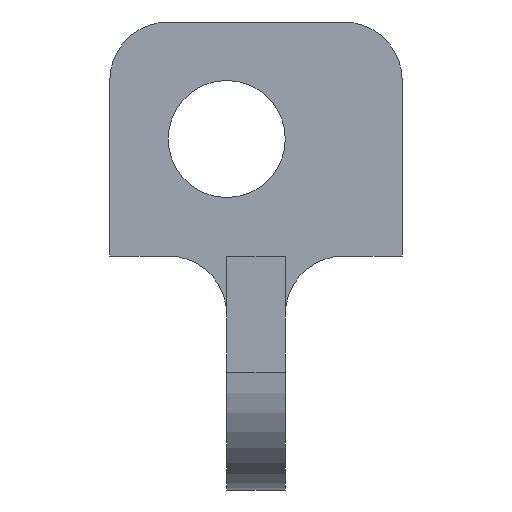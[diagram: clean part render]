
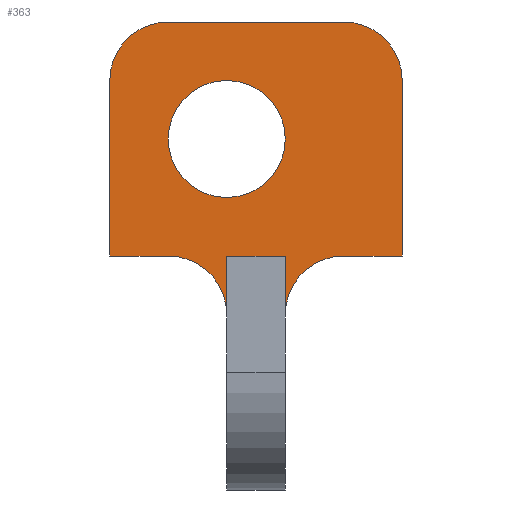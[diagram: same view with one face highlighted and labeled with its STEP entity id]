
A CAD part, left-side view. The second image highlights one B-rep face of the part: STEP entity #363.
In plain terms, the highlighted planar face has unit normal (-1, 0, 0).
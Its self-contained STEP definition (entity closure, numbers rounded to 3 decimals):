
#11 = DIRECTION ( 'NONE',  ( 1., 0., 0. ) ) ;
#17 = DIRECTION ( 'NONE',  ( 0., 0., -1. ) ) ;
#18 = CIRCLE ( 'NONE', #732, 10. ) ;
#38 = VERTEX_POINT ( 'NONE', #355 ) ;
#41 = AXIS2_PLACEMENT_3D ( 'NONE', #215, #763, #236 ) ;
#47 = DIRECTION ( 'NONE',  ( 1., 0., 0. ) ) ;
#60 = DIRECTION ( 'NONE',  ( 0., 0., 1. ) ) ;
#67 = VECTOR ( 'NONE', #263, 1000. ) ;
#86 = EDGE_LOOP ( 'NONE', ( #678, #312 ) ) ;
#87 = CIRCLE ( 'NONE', #196, 10. ) ;
#88 = DIRECTION ( 'NONE',  ( 0., 0., -1. ) ) ;
#95 = VECTOR ( 'NONE', #500, 1000. ) ;
#99 = EDGE_CURVE ( 'NONE', #522, #262, #18, .T. ) ;
#106 = CARTESIAN_POINT ( 'NONE',  ( 0., 0., -10. ) ) ;
#111 = VERTEX_POINT ( 'NONE', #302 ) ;
#113 = CARTESIAN_POINT ( 'NONE',  ( 0., 40., -10. ) ) ;
#120 = DIRECTION ( 'NONE',  ( 0., 0., -1. ) ) ;
#127 = CARTESIAN_POINT ( 'NONE',  ( 0., 30., -20. ) ) ;
#128 = CARTESIAN_POINT ( 'NONE',  ( 0., 50., -10. ) ) ;
#148 = LINE ( 'NONE', #306, #67 ) ;
#152 = VECTOR ( 'NONE', #600, 1000. ) ;
#154 = EDGE_CURVE ( 'NONE', #167, #171, #726, .T. ) ;
#156 = ORIENTED_EDGE ( 'NONE', *, *, #751, .F. ) ;
#162 = VERTEX_POINT ( 'NONE', #539 ) ;
#165 = AXIS2_PLACEMENT_3D ( 'NONE', #430, #374, #88 ) ;
#167 = VERTEX_POINT ( 'NONE', #602 ) ;
#169 = VECTOR ( 'NONE', #274, 1000. ) ;
#171 = VERTEX_POINT ( 'NONE', #547 ) ;
#172 = EDGE_CURVE ( 'NONE', #508, #38, #259, .T. ) ;
#173 = ORIENTED_EDGE ( 'NONE', *, *, #231, .F. ) ;
#179 = CARTESIAN_POINT ( 'NONE',  ( 0., 0., -40. ) ) ;
#196 = AXIS2_PLACEMENT_3D ( 'NONE', #327, #47, #120 ) ;
#199 = CARTESIAN_POINT ( 'NONE',  ( 0., 10., -10. ) ) ;
#210 = VERTEX_POINT ( 'NONE', #698 ) ;
#215 = CARTESIAN_POINT ( 'NONE',  ( 0., 10., -50. ) ) ;
#230 = FACE_BOUND ( 'NONE', #86, .T. ) ;
#231 = EDGE_CURVE ( 'NONE', #38, #336, #572, .T. ) ;
#236 = DIRECTION ( 'NONE',  ( 0., 0., -1. ) ) ;
#247 = DIRECTION ( 'NONE',  ( 0., 0., -1. ) ) ;
#248 = CARTESIAN_POINT ( 'NONE',  ( 0., 40., -50. ) ) ;
#259 = CIRCLE ( 'NONE', #670, 10. ) ;
#262 = VERTEX_POINT ( 'NONE', #580 ) ;
#263 = DIRECTION ( 'NONE',  ( 0., 0., 1. ) ) ;
#267 = ORIENTED_EDGE ( 'NONE', *, *, #367, .F. ) ;
#274 = DIRECTION ( 'NONE',  ( 0., 0., -1. ) ) ;
#286 = LINE ( 'NONE', #179, #680 ) ;
#297 = CARTESIAN_POINT ( 'NONE',  ( 0., 30., -60. ) ) ;
#302 = CARTESIAN_POINT ( 'NONE',  ( 0., 50., -10. ) ) ;
#306 = CARTESIAN_POINT ( 'NONE',  ( 0., 20., -10. ) ) ;
#312 = ORIENTED_EDGE ( 'NONE', *, *, #99, .T. ) ;
#313 = EDGE_CURVE ( 'NONE', #262, #522, #87, .T. ) ;
#314 = CARTESIAN_POINT ( 'NONE',  ( 0., 30., -10. ) ) ;
#317 = VECTOR ( 'NONE', #60, 1000. ) ;
#326 = CARTESIAN_POINT ( 'NONE',  ( 0., 40., -40. ) ) ;
#327 = CARTESIAN_POINT ( 'NONE',  ( 0., 30., -20. ) ) ;
#329 = ORIENTED_EDGE ( 'NONE', *, *, #347, .F. ) ;
#336 = VERTEX_POINT ( 'NONE', #397 ) ;
#341 = DIRECTION ( 'NONE',  ( 0., 0., -1. ) ) ;
#342 = CIRCLE ( 'NONE', #41, 10. ) ;
#347 = EDGE_CURVE ( 'NONE', #650, #210, #401, .T. ) ;
#355 = CARTESIAN_POINT ( 'NONE',  ( 0., 0., -10. ) ) ;
#363 = ADVANCED_FACE ( 'NONE', ( #230, #462 ), #638, .F. ) ;
#365 = DIRECTION ( 'NONE',  ( 0., -1., 0. ) ) ;
#367 = EDGE_CURVE ( 'NONE', #336, #700, #286, .T. ) ;
#368 = EDGE_CURVE ( 'NONE', #760, #700, #342, .T. ) ;
#370 = AXIS2_PLACEMENT_3D ( 'NONE', #113, #743, #341 ) ;
#374 = DIRECTION ( 'NONE',  ( 1., 0., 0. ) ) ;
#379 = CIRCLE ( 'NONE', #474, 10. ) ;
#392 = CARTESIAN_POINT ( 'NONE',  ( 0., 0., -40. ) ) ;
#397 = CARTESIAN_POINT ( 'NONE',  ( 0., 0., -40. ) ) ;
#401 = LINE ( 'NONE', #392, #724 ) ;
#407 = ORIENTED_EDGE ( 'NONE', *, *, #172, .F. ) ;
#430 = CARTESIAN_POINT ( 'NONE',  ( 0., 40., -10. ) ) ;
#440 = CARTESIAN_POINT ( 'NONE',  ( 0., 10., 0. ) ) ;
#452 = CIRCLE ( 'NONE', #165, 10. ) ;
#458 = DIRECTION ( 'NONE',  ( 0., 1., 0. ) ) ;
#462 = FACE_OUTER_BOUND ( 'NONE', #519, .T. ) ;
#464 = ORIENTED_EDGE ( 'NONE', *, *, #498, .F. ) ;
#468 = ORIENTED_EDGE ( 'NONE', *, *, #504, .F. ) ;
#470 = DIRECTION ( 'NONE',  ( 1., 0., 0. ) ) ;
#474 = AXIS2_PLACEMENT_3D ( 'NONE', #248, #470, #702 ) ;
#498 = EDGE_CURVE ( 'NONE', #711, #167, #606, .T. ) ;
#500 = DIRECTION ( 'NONE',  ( 0., 1., 0. ) ) ;
#504 = EDGE_CURVE ( 'NONE', #760, #711, #148, .T. ) ;
#508 = VERTEX_POINT ( 'NONE', #440 ) ;
#509 = ORIENTED_EDGE ( 'NONE', *, *, #538, .F. ) ;
#513 = ORIENTED_EDGE ( 'NONE', *, *, #368, .T. ) ;
#519 = EDGE_LOOP ( 'NONE', ( #267, #173, #407, #614, #509, #156, #329, #535, #699, #464, #468, #513 ) ) ;
#522 = VERTEX_POINT ( 'NONE', #314 ) ;
#526 = LINE ( 'NONE', #128, #317 ) ;
#527 = DIRECTION ( 'NONE',  ( 0., 1., 0. ) ) ;
#528 = EDGE_CURVE ( 'NONE', #162, #508, #550, .T. ) ;
#535 = ORIENTED_EDGE ( 'NONE', *, *, #764, .T. ) ;
#538 = EDGE_CURVE ( 'NONE', #111, #162, #452, .T. ) ;
#539 = CARTESIAN_POINT ( 'NONE',  ( 0., 40., 0. ) ) ;
#545 = DIRECTION ( 'NONE',  ( 1., 0., 0. ) ) ;
#546 = CARTESIAN_POINT ( 'NONE',  ( 0., 10., 0. ) ) ;
#547 = CARTESIAN_POINT ( 'NONE',  ( 0., 30., -50. ) ) ;
#550 = LINE ( 'NONE', #546, #754 ) ;
#572 = LINE ( 'NONE', #106, #169 ) ;
#580 = CARTESIAN_POINT ( 'NONE',  ( 0., 30., -30. ) ) ;
#600 = DIRECTION ( 'NONE',  ( 0., 0., -1. ) ) ;
#602 = CARTESIAN_POINT ( 'NONE',  ( 0., 30., -40. ) ) ;
#606 = LINE ( 'NONE', #673, #95 ) ;
#614 = ORIENTED_EDGE ( 'NONE', *, *, #528, .F. ) ;
#638 = PLANE ( 'NONE',  #370 ) ;
#642 = CARTESIAN_POINT ( 'NONE',  ( 0., 20., -50. ) ) ;
#647 = CARTESIAN_POINT ( 'NONE',  ( 0., 20., -40. ) ) ;
#650 = VERTEX_POINT ( 'NONE', #326 ) ;
#670 = AXIS2_PLACEMENT_3D ( 'NONE', #199, #11, #247 ) ;
#673 = CARTESIAN_POINT ( 'NONE',  ( 0., 0., -40. ) ) ;
#678 = ORIENTED_EDGE ( 'NONE', *, *, #313, .T. ) ;
#680 = VECTOR ( 'NONE', #527, 1000. ) ;
#698 = CARTESIAN_POINT ( 'NONE',  ( 0., 50., -40. ) ) ;
#699 = ORIENTED_EDGE ( 'NONE', *, *, #154, .F. ) ;
#700 = VERTEX_POINT ( 'NONE', #707 ) ;
#702 = DIRECTION ( 'NONE',  ( 0., 0., -1. ) ) ;
#707 = CARTESIAN_POINT ( 'NONE',  ( 0., 10., -40. ) ) ;
#711 = VERTEX_POINT ( 'NONE', #647 ) ;
#724 = VECTOR ( 'NONE', #458, 1000. ) ;
#726 = LINE ( 'NONE', #297, #152 ) ;
#732 = AXIS2_PLACEMENT_3D ( 'NONE', #127, #545, #17 ) ;
#743 = DIRECTION ( 'NONE',  ( 1., 0., 0. ) ) ;
#751 = EDGE_CURVE ( 'NONE', #210, #111, #526, .T. ) ;
#754 = VECTOR ( 'NONE', #365, 1000. ) ;
#760 = VERTEX_POINT ( 'NONE', #642 ) ;
#763 = DIRECTION ( 'NONE',  ( 1., 0., 0. ) ) ;
#764 = EDGE_CURVE ( 'NONE', #650, #171, #379, .T. ) ;
